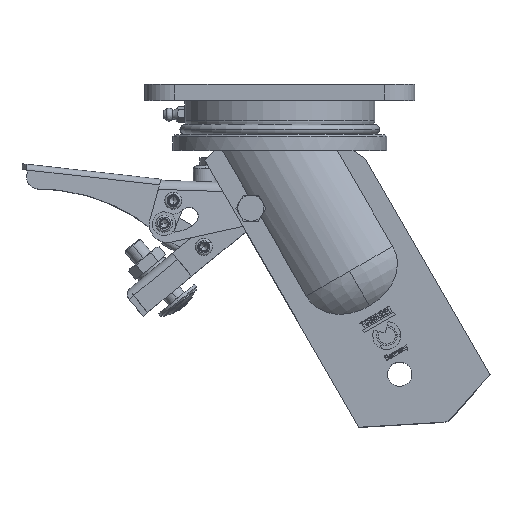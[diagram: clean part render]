
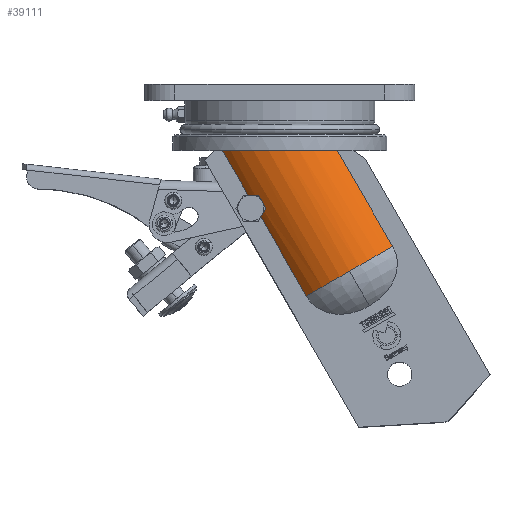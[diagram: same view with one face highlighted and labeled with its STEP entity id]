
A CAD part, top view. The second image highlights one B-rep face of the part: STEP entity #39111.
In plain terms, the highlighted cylindrical face has radius 36 mm (diameter 72 mm), a partial arc.
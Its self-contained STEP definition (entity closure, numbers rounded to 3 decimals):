
#657 = CARTESIAN_POINT ( 'NONE',  ( 13.333, -105.892, 40. ) ) ;
#1047 = CARTESIAN_POINT ( 'NONE',  ( -10.28, -59.193, 42.496 ) ) ;
#1320 = CARTESIAN_POINT ( 'NONE',  ( -9.97, -64.098, 40.671 ) ) ;
#1715 = LINE ( 'NONE', #2548, #11545 ) ;
#2425 = CARTESIAN_POINT ( 'NONE',  ( 11.46, -3.05, 40. ) ) ;
#2445 = DIRECTION ( 'NONE',  ( 0., 0., -1. ) ) ;
#2548 = CARTESIAN_POINT ( 'NONE',  ( -31.667, -27.95, 40. ) ) ;
#4719 = DIRECTION ( 'NONE',  ( 0., 0., -1. ) ) ;
#4984 = VERTEX_POINT ( 'NONE', #5187 ) ;
#5187 = CARTESIAN_POINT ( 'NONE',  ( 34.896, -93.442, 50. ) ) ;
#5203 = CARTESIAN_POINT ( 'NONE',  ( -9.54, -61.134, 42.239 ) ) ;
#5474 = CARTESIAN_POINT ( 'NONE',  ( -9.739, -63.494, 41.115 ) ) ;
#6016 = CARTESIAN_POINT ( 'NONE',  ( -14.536, -56.893, 40.35 ) ) ;
#6328 = VERTEX_POINT ( 'NONE', #657 ) ;
#7033 = VECTOR ( 'NONE', #48040, 1000. ) ;
#7416 = VERTEX_POINT ( 'NONE', #36338 ) ;
#9335 = CARTESIAN_POINT ( 'NONE',  ( -10.104, -15.5, 14. ) ) ;
#9351 = CARTESIAN_POINT ( 'NONE',  ( -10.168, -64.461, 40.349 ) ) ;
#9884 = CARTESIAN_POINT ( 'NONE',  ( -14.113, -56.904, 40.68 ) ) ;
#10167 = CARTESIAN_POINT ( 'NONE',  ( -10.762, -58.562, 42.417 ) ) ;
#11426 = CARTESIAN_POINT ( 'NONE',  ( -28.752, -33., 40. ) ) ;
#11545 = VECTOR ( 'NONE', #44029, 1000. ) ;
#12664 = DIRECTION ( 'NONE',  ( 0., 0., -1. ) ) ;
#13753 = VERTEX_POINT ( 'NONE', #21741 ) ;
#14017 = ORIENTED_EDGE ( 'NONE', *, *, #25944, .T. ) ;
#14328 = CARTESIAN_POINT ( 'NONE',  ( -13.469, -57.009, 41.126 ) ) ;
#15149 = CARTESIAN_POINT ( 'NONE',  ( 34.896, -93.442, 14. ) ) ;
#15199 = ORIENTED_EDGE ( 'NONE', *, *, #48901, .T. ) ;
#15593 = CARTESIAN_POINT ( 'NONE',  ( -11.762, -33., 54.091 ) ) ;
#17655 = ORIENTED_EDGE ( 'NONE', *, *, #45000, .T. ) ;
#17658 = LINE ( 'NONE', #43647, #35958 ) ;
#17920 = CARTESIAN_POINT ( 'NONE',  ( -10.942, -58.373, 42.369 ) ) ;
#18207 = CARTESIAN_POINT ( 'NONE',  ( -9.486, -62.13, 41.877 ) ) ;
#18999 = ORIENTED_EDGE ( 'NONE', *, *, #22322, .T. ) ;
#19498 = AXIS2_PLACEMENT_3D ( 'NONE', #15149, #36448, #2445 ) ;
#19928 = VERTEX_POINT ( 'NONE', #27618 ) ;
#20140 = VERTEX_POINT ( 'NONE', #43566 ) ;
#20433 = CIRCLE ( 'NONE', #19498, 36. ) ;
#21741 = CARTESIAN_POINT ( 'NONE',  ( 28.752, -33., 40. ) ) ;
#22123 = CARTESIAN_POINT ( 'NONE',  ( -10.018, -59.65, 42.495 ) ) ;
#22322 = EDGE_CURVE ( 'NONE', #20140, #6328, #17658, .T. ) ;
#22391 = CARTESIAN_POINT ( 'NONE',  ( -9.529, -62.605, 41.65 ) ) ;
#25164 = DIRECTION ( 'NONE',  ( 0.5, -0.866, 0. ) ) ;
#25944 = EDGE_CURVE ( 'NONE', #7416, #13753, #40332, .T. ) ;
#26194 = ORIENTED_EDGE ( 'NONE', *, *, #48645, .T. ) ;
#26255 = CARTESIAN_POINT ( 'NONE',  ( -9.673, -63.283, 41.256 ) ) ;
#26798 = CARTESIAN_POINT ( 'NONE',  ( -14.936, -56.929, 40. ) ) ;
#27618 = CARTESIAN_POINT ( 'NONE',  ( -28.752, -33., 40. ) ) ;
#29824 = FACE_OUTER_BOUND ( 'NONE', #38193, .T. ) ;
#30098 = EDGE_CURVE ( 'NONE', #4984, #7416, #43794, .T. ) ;
#30111 = CARTESIAN_POINT ( 'NONE',  ( -9.645, -60.634, 42.364 ) ) ;
#30453 = EDGE_CURVE ( 'NONE', #20140, #33255, #40404, .T. ) ;
#30666 = CARTESIAN_POINT ( 'NONE',  ( -9.507, -61.388, 42.161 ) ) ;
#30942 = CARTESIAN_POINT ( 'NONE',  ( -12.815, -57.191, 41.534 ) ) ;
#33255 = VERTEX_POINT ( 'NONE', #42630 ) ;
#33773 = CARTESIAN_POINT ( 'NONE',  ( 34.896, -93.442, 14. ) ) ;
#34521 = DIRECTION ( 'NONE',  ( 0.5, -0.866, 0. ) ) ;
#35073 = CARTESIAN_POINT ( 'NONE',  ( -9.903, -59.893, 42.478 ) ) ;
#35333 = CARTESIAN_POINT ( 'NONE',  ( -9.568, -62.838, 41.524 ) ) ;
#35958 = VECTOR ( 'NONE', #34521, 1000. ) ;
#36338 = CARTESIAN_POINT ( 'NONE',  ( 56.46, -80.992, 40. ) ) ;
#36448 = DIRECTION ( 'NONE',  ( -0.5, 0.866, 0. ) ) ;
#38193 = EDGE_LOOP ( 'NONE', ( #49928, #18999, #15199, #54047, #14017, #17655, #26194 ) ) ;
#38967 = CARTESIAN_POINT ( 'NONE',  ( -10.429, -58.975, 42.481 ) ) ;
#39111 = ADVANCED_FACE ( 'NONE', ( #29824 ), #46114, .T. ) ;
#40098 =( BOUNDED_CURVE ( )  B_SPLINE_CURVE ( 3, ( #45418, #53460, #15593, #11426 ),
 .UNSPECIFIED., .F., .F. ) 
 B_SPLINE_CURVE_WITH_KNOTS ( ( 4, 4 ),
 ( 0.807, 2.335 ),
 .UNSPECIFIED. ) 
 CURVE ( )  GEOMETRIC_REPRESENTATION_ITEM ( )  RATIONAL_B_SPLINE_CURVE ( ( 1., 0.815, 0.815, 1. ) ) 
 REPRESENTATION_ITEM ( '' )  );
#40332 = LINE ( 'NONE', #2425, #7033 ) ;
#40404 = B_SPLINE_CURVE_WITH_KNOTS ( 'NONE', 3,
 ( #47201, #9351, #1320, #5474, #26255, #35333, #22391, #18207, #43075, #30666, #5203, #30111, #43910, #35073, #22123, #1047, #38967, #10167, #17920, #46932, #43340, #51646, #51931, #47483, #30942, #47769, #14328, #9884, #6016, #26798 ),
 .UNSPECIFIED., .F., .F.,
 ( 4, 2, 2, 2, 2, 2, 2, 2, 2, 2, 2, 2, 2, 2, 4 ),
 ( 0., 0.002, 0.002, 0.003, 0.004, 0.005, 0.005, 0.006, 0.007, 0.008, 0.009, 0.009, 0.01, 0.011, 0.013 ),
 .UNSPECIFIED. ) ;
#42630 = CARTESIAN_POINT ( 'NONE',  ( -14.936, -56.929, 40. ) ) ;
#43075 = CARTESIAN_POINT ( 'NONE',  ( -9.48, -61.887, 41.979 ) ) ;
#43340 = CARTESIAN_POINT ( 'NONE',  ( -11.527, -57.871, 42.168 ) ) ;
#43367 = AXIS2_PLACEMENT_3D ( 'NONE', #9335, #25164, #12664 ) ;
#43566 = CARTESIAN_POINT ( 'NONE',  ( -10.399, -64.788, 40. ) ) ;
#43647 = CARTESIAN_POINT ( 'NONE',  ( -31.667, -27.95, 40. ) ) ;
#43794 = CIRCLE ( 'NONE', #46427, 36. ) ;
#43910 = CARTESIAN_POINT ( 'NONE',  ( -9.717, -60.386, 42.412 ) ) ;
#44029 = DIRECTION ( 'NONE',  ( 0.5, -0.866, 0. ) ) ;
#45000 = EDGE_CURVE ( 'NONE', #13753, #19928, #40098, .T. ) ;
#45418 = CARTESIAN_POINT ( 'NONE',  ( 28.752, -33., 40. ) ) ;
#46114 = CYLINDRICAL_SURFACE ( 'NONE', #43367, 36. ) ;
#46427 = AXIS2_PLACEMENT_3D ( 'NONE', #33773, #50104, #4719 ) ;
#46932 = CARTESIAN_POINT ( 'NONE',  ( -11.324, -58.028, 42.246 ) ) ;
#47201 = CARTESIAN_POINT ( 'NONE',  ( -10.399, -64.788, 40. ) ) ;
#47483 = CARTESIAN_POINT ( 'NONE',  ( -12.593, -57.275, 41.659 ) ) ;
#47769 = CARTESIAN_POINT ( 'NONE',  ( -13.253, -57.058, 41.267 ) ) ;
#48040 = DIRECTION ( 'NONE',  ( -0.5, 0.866, 0. ) ) ;
#48645 = EDGE_CURVE ( 'NONE', #19928, #33255, #1715, .T. ) ;
#48901 = EDGE_CURVE ( 'NONE', #6328, #4984, #20433, .T. ) ;
#49928 = ORIENTED_EDGE ( 'NONE', *, *, #30453, .F. ) ;
#50104 = DIRECTION ( 'NONE',  ( -0.5, 0.866, 0. ) ) ;
#51646 = CARTESIAN_POINT ( 'NONE',  ( -11.945, -57.596, 41.988 ) ) ;
#51931 = CARTESIAN_POINT ( 'NONE',  ( -12.159, -57.477, 41.886 ) ) ;
#53460 = CARTESIAN_POINT ( 'NONE',  ( 11.762, -33., 54.091 ) ) ;
#54047 = ORIENTED_EDGE ( 'NONE', *, *, #30098, .T. ) ;
